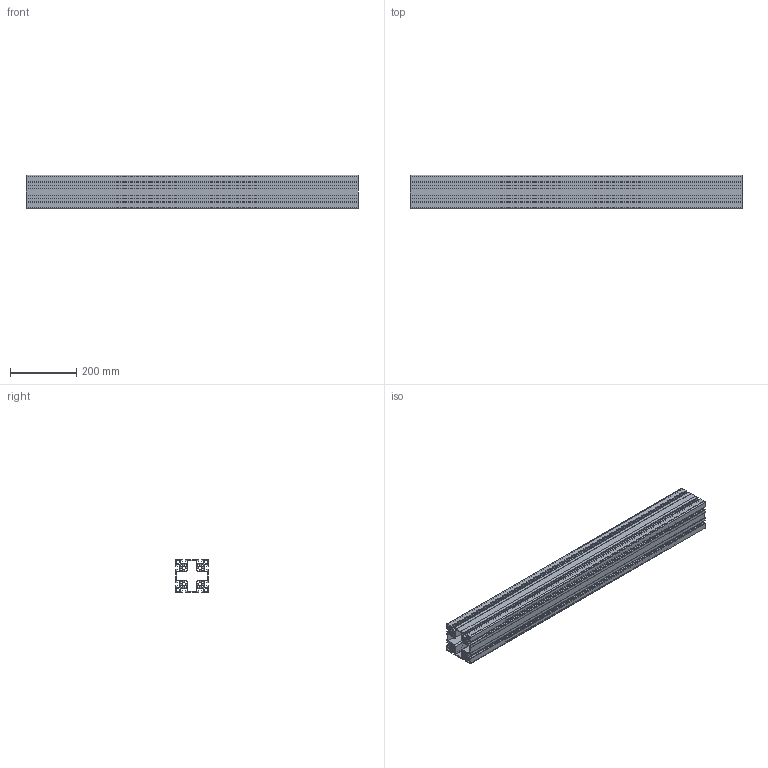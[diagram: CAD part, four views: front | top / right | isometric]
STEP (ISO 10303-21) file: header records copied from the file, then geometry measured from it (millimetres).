
FILE_DESCRIPTION(('STEP AP214'),'1');
FILE_NAME('cctmp_E9E69A73-A77D-45BB-9F85-901B1D34E958_2020_1_20_9_55_0_769..stp','2020-01-20T08:55:00',('Bosch Rexroth AG'),('CADClick - www.CADClick.com'),'Spatial InterOp 3D',' ','unknown authorization - (Healing Option Enabled)');
FILE_SCHEMA(('AUTOMOTIVE_DESIGN'));
Length unit declared in the file: millimetre
Products named in the file (1): 2020_01_20__09-55-00-769
Bounding box: 1000 x 100 x 100 mm (x, y, z)
Volume: 2985249 mm3; surface area: 1801442.6 mm2
Topology: 1 solids, 1 shells, 378 faces, 1128 edges, 752 vertices
Faces by surface type: plane 346, cylinder 32
Entity records: 15580 total; most frequent: CARTESIAN_POINT 2259, ORIENTED_EDGE 2256, DIRECTION 1950, EDGE_CURVE 1128, LINE 1064, VECTOR 1064, VERTEX_POINT 752, AXIS2_PLACEMENT_3D 443
